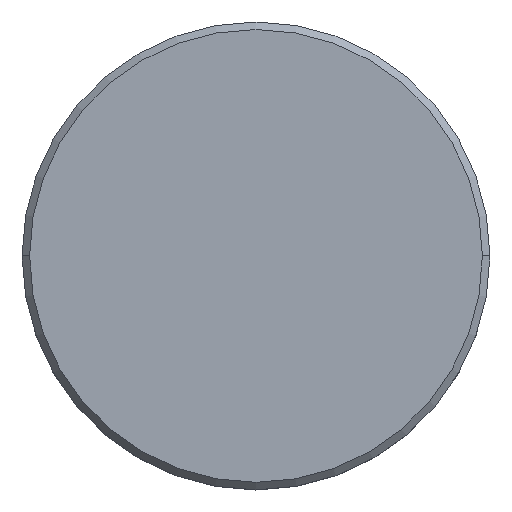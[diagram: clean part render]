
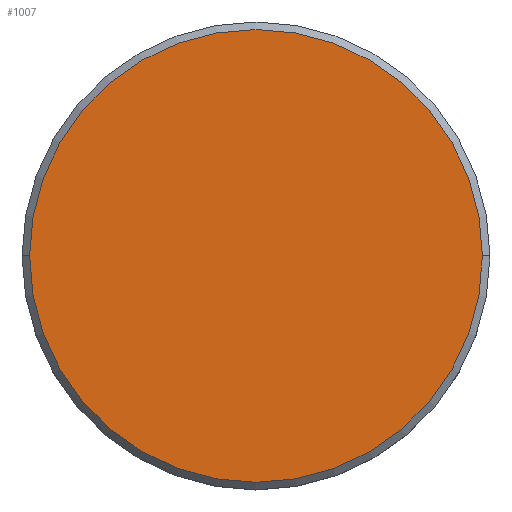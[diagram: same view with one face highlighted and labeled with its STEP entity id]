
A CAD part, top view. The second image highlights one B-rep face of the part: STEP entity #1007.
In plain terms, the highlighted planar face has unit normal (0, 0, 1).
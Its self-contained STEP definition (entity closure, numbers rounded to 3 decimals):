
#15 = CARTESIAN_POINT ( 'NONE',  ( 0., 0., 0. ) ) ;
#21 = DIRECTION ( 'NONE',  ( 0., 0., 1. ) ) ;
#51 = DIRECTION ( 'NONE',  ( 1., 0., 0. ) ) ;
#81 = AXIS2_PLACEMENT_3D ( 'NONE', #128, #399, #51 ) ;
#99 = CIRCLE ( 'NONE', #214, 15. ) ;
#128 = CARTESIAN_POINT ( 'NONE',  ( 0., 0., 0. ) ) ;
#166 = CARTESIAN_POINT ( 'NONE',  ( 15., 0., 0. ) ) ;
#214 = AXIS2_PLACEMENT_3D ( 'NONE', #15, #21, #930 ) ;
#305 = EDGE_LOOP ( 'NONE', ( #1005, #686 ) ) ;
#399 = DIRECTION ( 'NONE',  ( 0., 0., 1. ) ) ;
#500 = FACE_OUTER_BOUND ( 'NONE', #305, .T. ) ;
#516 = CARTESIAN_POINT ( 'NONE',  ( 0., 0., 0. ) ) ;
#520 = CARTESIAN_POINT ( 'NONE',  ( -15., 0., 0. ) ) ;
#572 = PLANE ( 'NONE',  #81 ) ;
#619 = EDGE_CURVE ( 'NONE', #1073, #1161, #1147, .T. ) ;
#686 = ORIENTED_EDGE ( 'NONE', *, *, #838, .T. ) ;
#838 = EDGE_CURVE ( 'NONE', #1161, #1073, #99, .T. ) ;
#883 = DIRECTION ( 'NONE',  ( 1., 0., 0. ) ) ;
#895 = AXIS2_PLACEMENT_3D ( 'NONE', #516, #978, #883 ) ;
#930 = DIRECTION ( 'NONE',  ( 1., 0., 0. ) ) ;
#978 = DIRECTION ( 'NONE',  ( 0., 0., 1. ) ) ;
#1005 = ORIENTED_EDGE ( 'NONE', *, *, #619, .T. ) ;
#1007 = ADVANCED_FACE ( 'NONE', ( #500 ), #572, .T. ) ;
#1073 = VERTEX_POINT ( 'NONE', #520 ) ;
#1147 = CIRCLE ( 'NONE', #895, 15. ) ;
#1161 = VERTEX_POINT ( 'NONE', #166 ) ;
